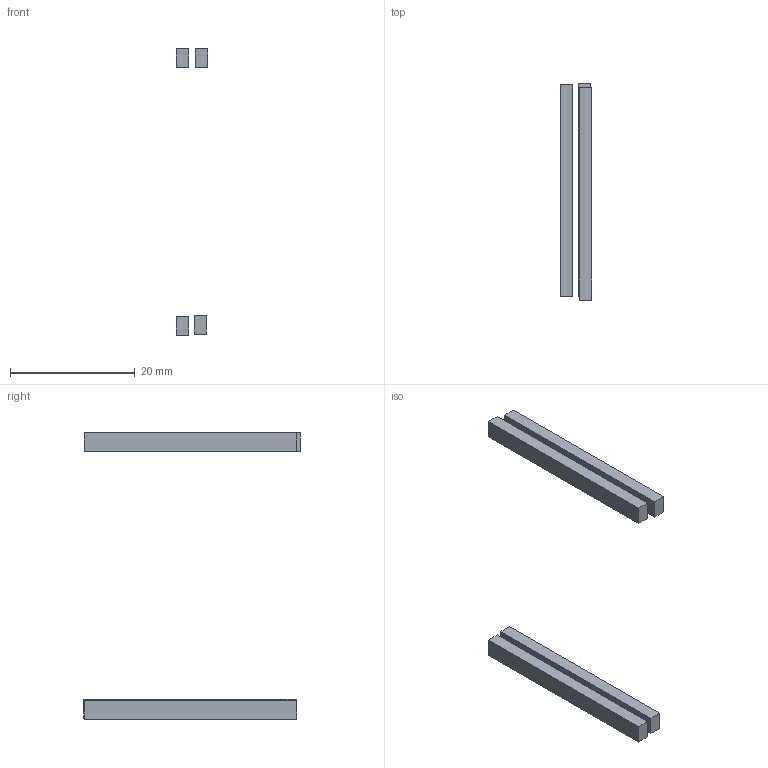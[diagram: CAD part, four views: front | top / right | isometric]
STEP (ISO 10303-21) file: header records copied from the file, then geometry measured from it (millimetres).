
FILE_DESCRIPTION(/* description */ (''),/* implementation_level */ '2;1');
FILE_NAME(/* name */ 'display-beam.step',/* time_stamp */ '2022-12-02T17:23:44+08:00',/* author */ (''),/* organization */ (''),/* preprocessor_version */ 'ST-DEVELOPER v19.2',/* originating_system */ 'Autodesk Translation Framework v11.17.0.187',/* authorisation */ '');
FILE_SCHEMA (('AUTOMOTIVE_DESIGN { 1 0 10303 214 3 1 1 }'));
Length unit declared in the file: millimetre
Products named in the file (5): display-beam; display-beam-1; display-beam-2; display-beam-3; display-beam-4
Assembly tree (4 placements, depth 2):
  display-beam
    display-beam-1
    display-beam-2
    display-beam-3
    display-beam-4
Bounding box: 5.12 x 34.68 x 45.89 mm (x, y, z)
Volume: 816 mm3; surface area: 1408 mm2
Topology: 4 solids, 4 shells, 24 faces, 48 edges, 32 vertices
Faces by surface type: plane 24
Entity records: 761 total; most frequent: DIRECTION 114, CARTESIAN_POINT 113, ORIENTED_EDGE 96, LINE 48, VECTOR 48, EDGE_CURVE 48, AXIS2_PLACEMENT_3D 33, VERTEX_POINT 32
